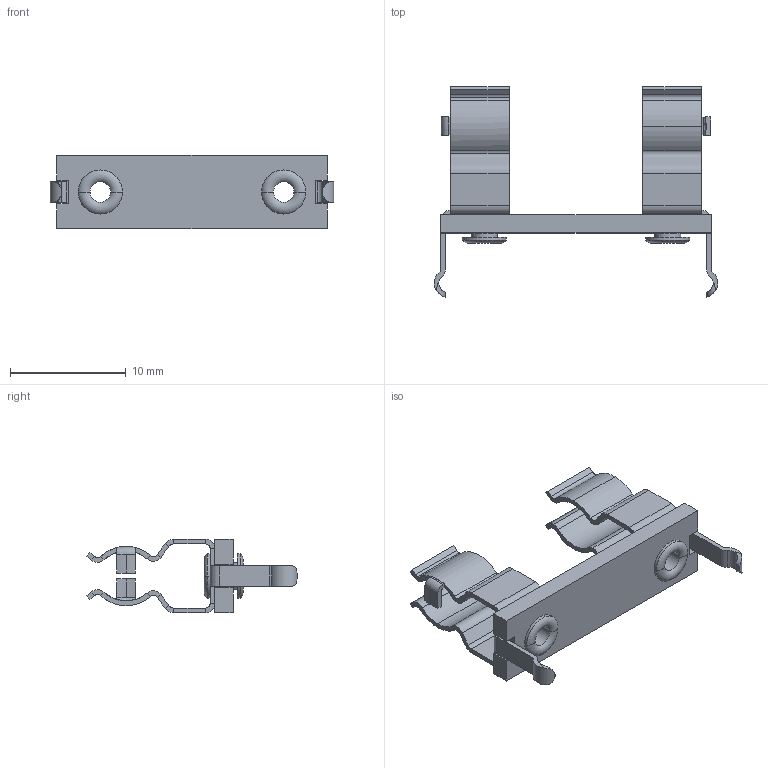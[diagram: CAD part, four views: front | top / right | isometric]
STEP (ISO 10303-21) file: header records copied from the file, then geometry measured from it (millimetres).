
FILE_DESCRIPTION (( 'STEP AP214' ), '1' );
FILE_NAME ('3527.STEP', '2008-05-12T13:32:01', ( 'Richard Maletta' ), ( '' ), 'SwSTEP 2.0', 'SolidWorks 2008', '' );
FILE_SCHEMA (( 'AUTOMOTIVE_DESIGN' ));
Length unit declared in the file: millimetre
Products named in the file (1): 3527
Bounding box: 24.51 x 18.17 x 6.35 mm (x, y, z)
Volume: 366.6 mm3; surface area: 1270.5 mm2
Topology: 5 solids, 5 shells, 270 faces, 602 edges, 342 vertices
Faces by surface type: plane 154, cylinder 104, torus 12
Entity records: 10419 total; most frequent: DIRECTION 1360, CARTESIAN_POINT 1299, ORIENTED_EDGE 1204, EDGE_CURVE 602, AXIS2_PLACEMENT_3D 499, VECTOR 362, LINE 362, VERTEX_POINT 342
